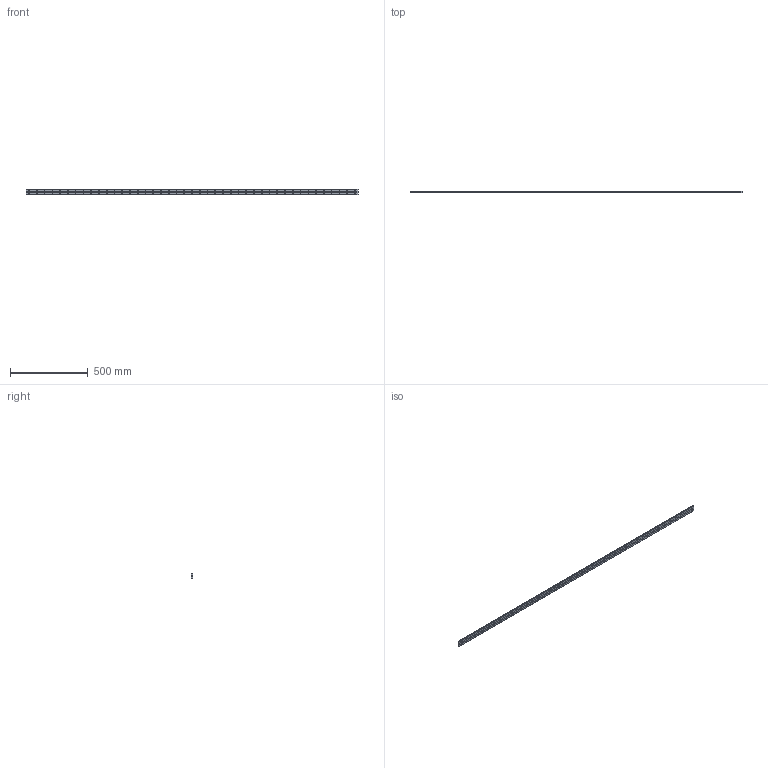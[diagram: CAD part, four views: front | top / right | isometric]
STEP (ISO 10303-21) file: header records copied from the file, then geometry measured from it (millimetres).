
FILE_DESCRIPTION (( 'STEP AP214' ), '1' );
FILE_NAME ('HRW21CA1UU-2140LT_G20_0_B-M6F_1040-6_0_0_0_1.STEP', '2021-07-02T12:19:20', ( '' ), ( '' ), 'SwSTEP 2.0', 'SolidWorks 2021', '' );
FILE_SCHEMA (( 'AUTOMOTIVE_DESIGN' ));
Length unit declared in the file: millimetre
Products named in the file (2): HRW21CA1UU-2140LT_G20_0_B-M6F_1040-6_0_0_0_1; _HRW21CA214020 Track
Assembly tree (1 placements, depth 2):
  HRW21CA1UU-2140LT_G20_0_B-M6F_1040-6_0_0_0_1
    _HRW21CA214020 Track
Bounding box: 2140 x 11 x 37 mm (x, y, z)
Volume: 772676.6 mm3; surface area: 228468 mm2
Topology: 1 solids, 1 shells, 488 faces, 1200 edges, 800 vertices
Faces by surface type: cylinder 348, plane 140
Entity records: 15190 total; most frequent: DIRECTION 2880, CARTESIAN_POINT 2492, ORIENTED_EDGE 2400, EDGE_CURVE 1200, AXIS2_PLACEMENT_3D 1188, VERTEX_POINT 800, EDGE_LOOP 746, CIRCLE 696
